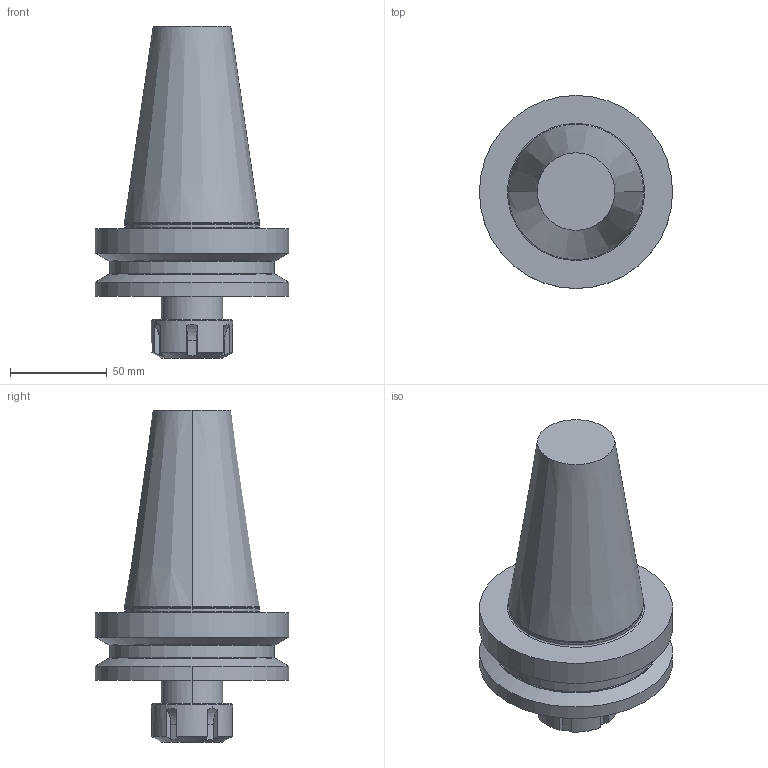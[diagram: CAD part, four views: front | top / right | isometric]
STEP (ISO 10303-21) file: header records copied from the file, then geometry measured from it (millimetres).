
FILE_DESCRIPTION(/* description */ (''),/* implementation_level */ '2;1');
FILE_NAME(/* name */ '1625656912665.stp',/* time_stamp */ '2021-07-07T16:52:03+05:00',/* author */ (''),/* organization */ ('SMS'),/* preprocessor_version */ 'ST-DEVELOPER v16.7',/* originating_system */ 'SIEMENS PLM Software NX 12.0',/* authorisation */ '');
FILE_SCHEMA (('AUTOMOTIVE_DESIGN { 1 0 10303 214 3 1 1 1 }'));
Length unit declared in the file: millimetre
Products named in the file (1): 203608183mod000_00
Bounding box: 99.96 x 99.96 x 171.8 mm (x, y, z)
Volume: 545419.1 mm3; surface area: 49504.5 mm2
Topology: 1 solids, 1 shells, 59 faces, 141 edges, 92 vertices
Faces by surface type: plane 25, cylinder 18, cone 10, torus 6
Full cylindrical faces by diameter (mm): 85 x1, 99.957 x1
Entity records: 1801 total; most frequent: CARTESIAN_POINT 416, ORIENTED_EDGE 282, DIRECTION 276, EDGE_CURVE 141, AXIS2_PLACEMENT_3D 112, VERTEX_POINT 89, EDGE_LOOP 64, ADVANCED_FACE 59
